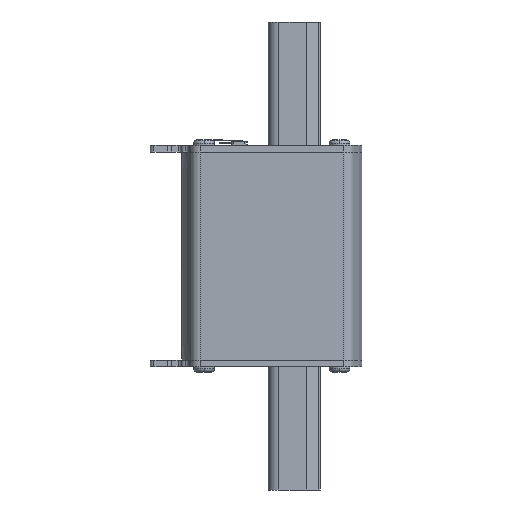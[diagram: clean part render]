
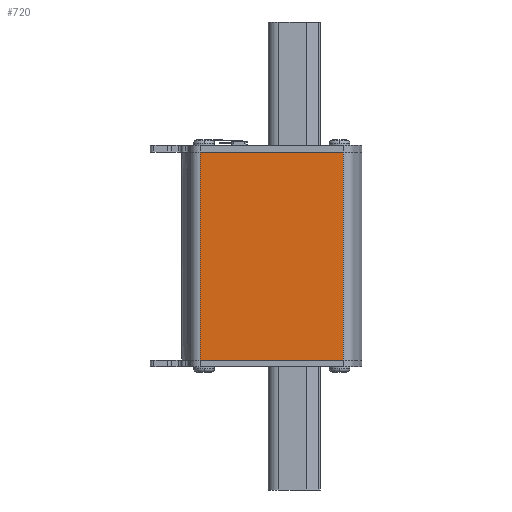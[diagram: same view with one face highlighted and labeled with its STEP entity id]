
A CAD part, left-side view. The second image highlights one B-rep face of the part: STEP entity #720.
In plain terms, the highlighted planar face has unit normal (-1, 0, 0).
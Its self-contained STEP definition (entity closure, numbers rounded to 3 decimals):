
#164=DIRECTION('',(0.,1.,0.));
#165=VECTOR('',#164,41.315);
#166=CARTESIAN_POINT('',(0.,5.342,-60.));
#167=LINE('',#166,#165);
#306=DIRECTION('',(0.,0.,-1.));
#307=VECTOR('',#306,60.);
#308=CARTESIAN_POINT('',(0.,5.342,0.));
#309=LINE('',#308,#307);
#313=DIRECTION('',(0.,1.,0.));
#314=VECTOR('',#313,41.315);
#315=CARTESIAN_POINT('',(0.,5.342,0.));
#316=LINE('',#315,#314);
#320=DIRECTION('',(0.,0.,1.));
#321=VECTOR('',#320,60.);
#322=CARTESIAN_POINT('',(0.,46.658,-60.));
#323=LINE('',#322,#321);
#497=CARTESIAN_POINT('',(0.,5.342,-60.));
#498=VERTEX_POINT('',#497);
#499=CARTESIAN_POINT('',(0.,46.658,-60.));
#500=VERTEX_POINT('',#499);
#509=CARTESIAN_POINT('',(0.,5.342,0.));
#510=VERTEX_POINT('',#509);
#511=CARTESIAN_POINT('',(0.,46.658,0.));
#512=VERTEX_POINT('',#511);
#708=CARTESIAN_POINT('',(0.,52.,0.));
#709=DIRECTION('',(-1.,0.,0.));
#710=DIRECTION('',(0.,0.,1.));
#711=AXIS2_PLACEMENT_3D('',#708,#709,#710);
#712=PLANE('',#711);
#713=ORIENTED_EDGE('',*,*,#701,.T.);
#714=ORIENTED_EDGE('',*,*,#573,.T.);
#716=ORIENTED_EDGE('',*,*,#715,.T.);
#717=ORIENTED_EDGE('',*,*,#631,.F.);
#718=EDGE_LOOP('',(#713,#714,#716,#717));
#719=FACE_OUTER_BOUND('',#718,.F.);
#573=EDGE_CURVE('',#498,#500,#167,.T.);
#631=EDGE_CURVE('',#510,#512,#316,.T.);
#701=EDGE_CURVE('',#510,#498,#309,.T.);
#715=EDGE_CURVE('',#500,#512,#323,.T.);
#720=ADVANCED_FACE('',(#719),#712,.T.);
